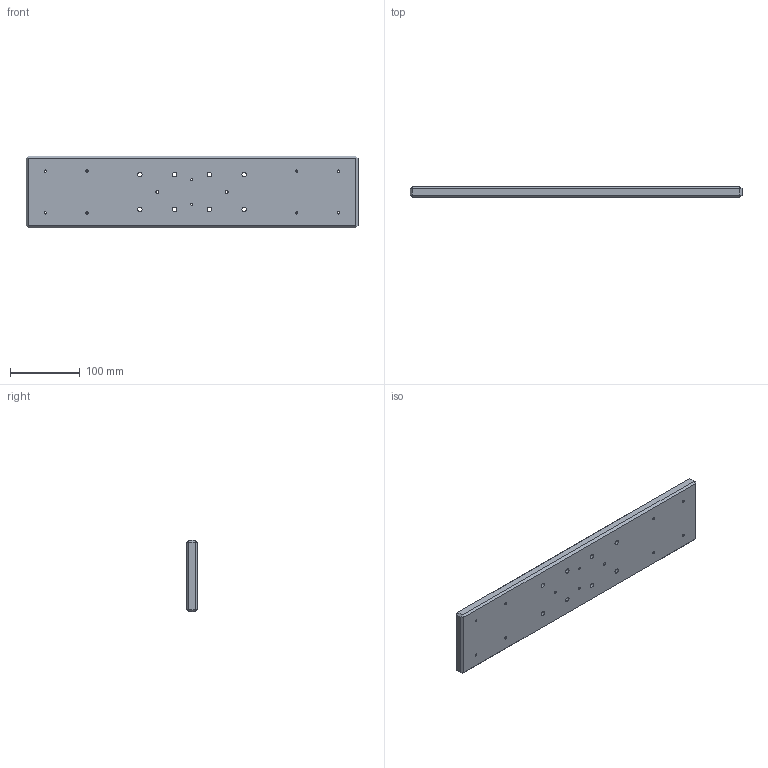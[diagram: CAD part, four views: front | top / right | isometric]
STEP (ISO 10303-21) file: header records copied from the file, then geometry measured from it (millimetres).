
FILE_DESCRIPTION (( 'STEP AP214' ), '1' );
FILE_NAME ('CMPT36.STEP', '2009-09-22T08:25:33', ( 'Opto Engineering srl' ), ( 'Opto Engineering srl' ), 'SwSTEP 2.0', 'SolidWorks 2004231', '' );
FILE_SCHEMA (( 'AUTOMOTIVE_DESIGN' ));
Length unit declared in the file: millimetre
Products named in the file (2): Teleplates XX36_2; CMPT36
Assembly tree (1 placements, depth 2):
  CMPT36
    Teleplates XX36_2
Bounding box: 477 x 15 x 103 mm (x, y, z)
Volume: 720005.3 mm3; surface area: 115732.2 mm2
Topology: 1 solids, 1 shells, 84 faces, 204 edges, 128 vertices
Faces by surface type: cylinder 52, plane 32
Entity records: 2835 total; most frequent: DIRECTION 484, CARTESIAN_POINT 420, ORIENTED_EDGE 408, EDGE_CURVE 204, AXIS2_PLACEMENT_3D 192, EDGE_LOOP 130, VERTEX_POINT 128, CIRCLE 104
